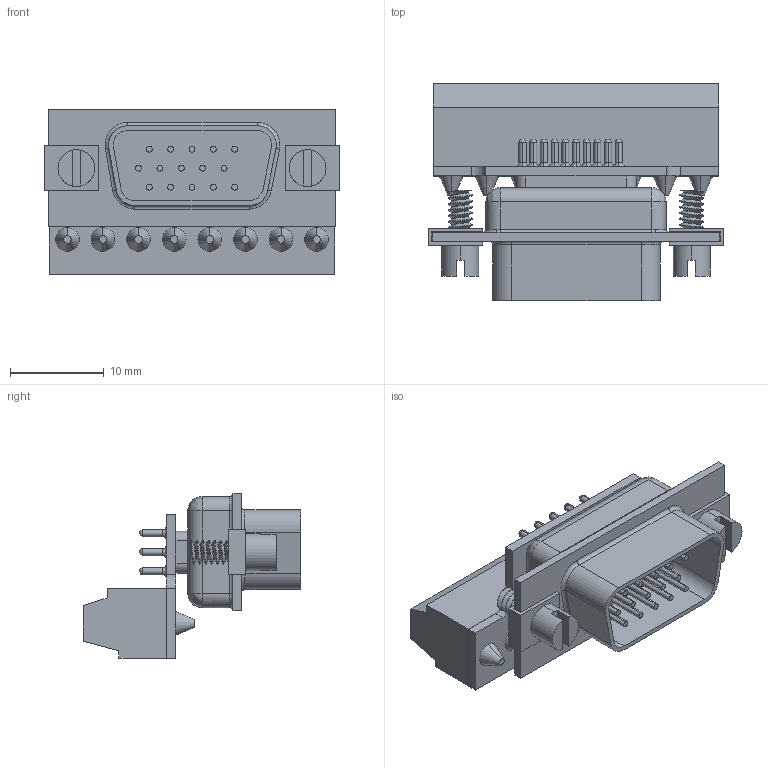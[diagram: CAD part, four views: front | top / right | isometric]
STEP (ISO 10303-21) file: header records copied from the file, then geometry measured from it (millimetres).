
FILE_DESCRIPTION (( 'STEP AP214' ), '1' );
FILE_NAME ('ZL-CMA15.STEP', '2024-08-20T01:36:32', ( '' ), ( '' ), 'SwSTEP 2.0', 'SolidWorks 2021', '' );
FILE_SCHEMA (( 'AUTOMOTIVE_DESIGN' ));
Length unit declared in the file: inch
Products named in the file (1): ZL-CMA15
Bounding box: 31.62 x 23.24 x 17.61 mm (x, y, z)
Volume: 3903.3 mm3; surface area: 3940.1 mm2
Topology: 2 solids, 2 shells, 446 faces, 1104 edges, 690 vertices
Faces by surface type: plane 223, cylinder 138, bspline 69, cone 16
Entity records: 16736 total; most frequent: CARTESIAN_POINT 6579, ORIENTED_EDGE 2140, DIRECTION 2040, EDGE_CURVE 1070, AXIS2_PLACEMENT_3D 738, VERTEX_POINT 690, VECTOR 564, LINE 564
